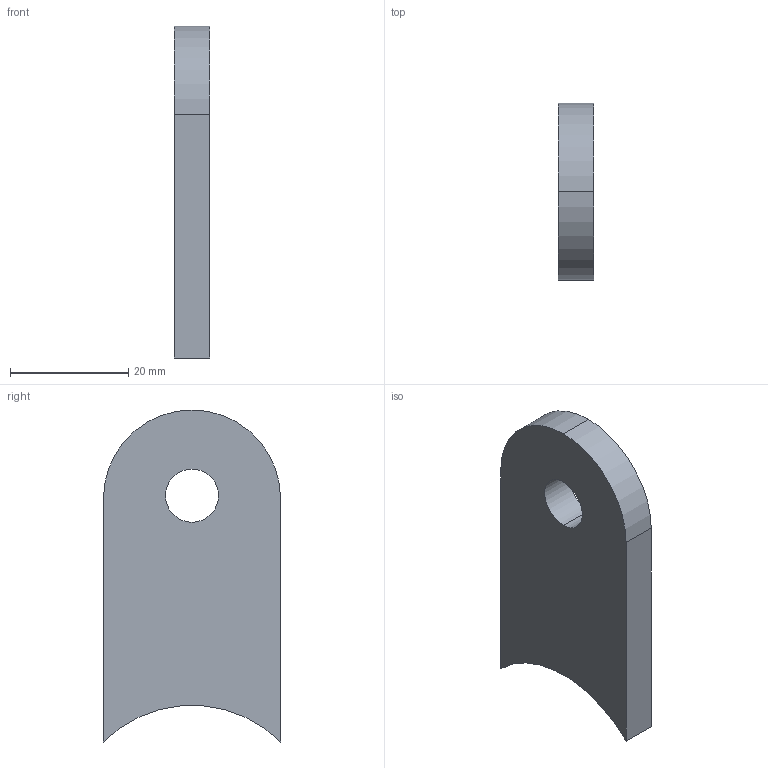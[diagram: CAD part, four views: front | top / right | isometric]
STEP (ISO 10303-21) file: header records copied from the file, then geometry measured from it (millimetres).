
FILE_DESCRIPTION (( 'STEP AP203' ), '1' );
FILE_NAME ('54110-240G42-6.STEP', '2019-03-04T09:00:51', ( '' ), ( '' ), 'SwSTEP 2.0', 'SolidWorks 2015', '' );
FILE_SCHEMA (( 'CONFIG_CONTROL_DESIGN' ));
Length unit declared in the file: millimetre
Products named in the file (1): 54110-240G42-6
Bounding box: 6 x 30 x 56.22 mm (x, y, z)
Volume: 8386.7 mm3; surface area: 3949.9 mm2
Topology: 1 solids, 1 shells, 282 faces, 747 edges, 498 vertices
Faces by surface type: plane 142, bspline 104, cylinder 36
Entity records: 13076 total; most frequent: CARTESIAN_POINT 6680, ORIENTED_EDGE 1494, DIRECTION 993, EDGE_CURVE 747, VERTEX_POINT 498, VECTOR 367, LINE 367, EDGE_LOOP 315
